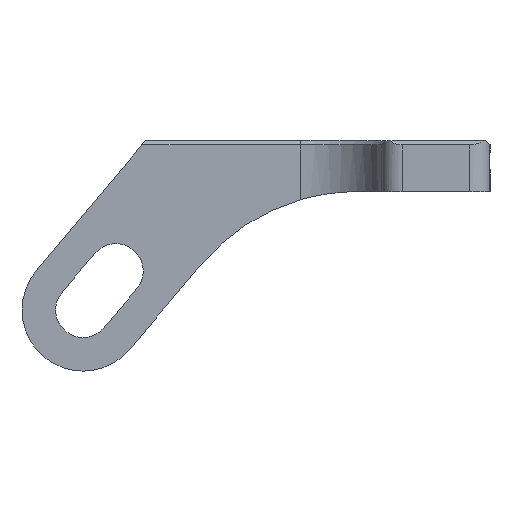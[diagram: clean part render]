
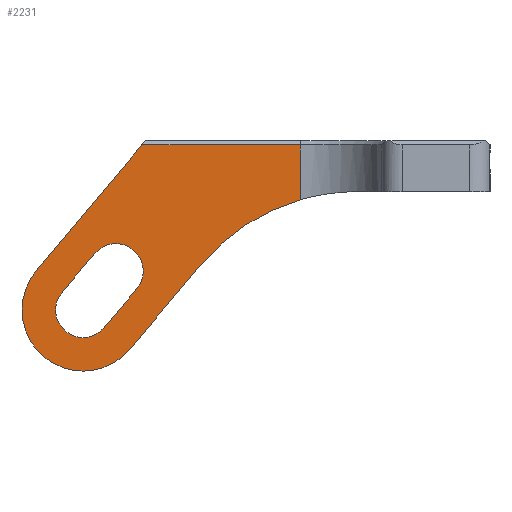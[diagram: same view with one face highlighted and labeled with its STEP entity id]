
A CAD part, left-side view. The second image highlights one B-rep face of the part: STEP entity #2231.
In plain terms, the highlighted planar face has unit normal (-1, 0, 0).
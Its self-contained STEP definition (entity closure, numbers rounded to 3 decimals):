
#35 = EDGE_LOOP ( 'NONE', ( #212, #512, #2684, #609, #2237, #350 ) ) ;
#45 = EDGE_CURVE ( 'NONE', #1507, #85, #610, .T. ) ;
#85 = VERTEX_POINT ( 'NONE', #1815 ) ;
#92 = DIRECTION ( 'NONE',  ( 0., -0.643, 0.766 ) ) ;
#127 = EDGE_CURVE ( 'NONE', #452, #1796, #805, .T. ) ;
#146 = CIRCLE ( 'NONE', #1970, 2.7 ) ;
#185 = ORIENTED_EDGE ( 'NONE', *, *, #1243, .F. ) ;
#212 = ORIENTED_EDGE ( 'NONE', *, *, #1794, .T. ) ;
#224 = CARTESIAN_POINT ( 'NONE',  ( -87.042, 69.257, -40.644 ) ) ;
#225 = DIRECTION ( 'NONE',  ( 0., -1., 0. ) ) ;
#238 = VECTOR ( 'NONE', #2615, 1000. ) ;
#255 = DIRECTION ( 'NONE',  ( -1., 0., 0. ) ) ;
#257 = LINE ( 'NONE', #2494, #1419 ) ;
#269 = DIRECTION ( 'NONE',  ( 0., 1., 0. ) ) ;
#314 = LINE ( 'NONE', #1003, #2300 ) ;
#320 = VERTEX_POINT ( 'NONE', #1500 ) ;
#329 = LINE ( 'NONE', #1684, #386 ) ;
#350 = ORIENTED_EDGE ( 'NONE', *, *, #786, .T. ) ;
#379 = VECTOR ( 'NONE', #2205, 1000. ) ;
#386 = VECTOR ( 'NONE', #1458, 1000. ) ;
#403 = PLANE ( 'NONE',  #1553 ) ;
#409 = VERTEX_POINT ( 'NONE', #808 ) ;
#452 = VERTEX_POINT ( 'NONE', #1258 ) ;
#512 = ORIENTED_EDGE ( 'NONE', *, *, #2694, .T. ) ;
#522 = AXIS2_PLACEMENT_3D ( 'NONE', #1678, #2566, #2344 ) ;
#524 = DIRECTION ( 'NONE',  ( 0., -0.643, 0.766 ) ) ;
#540 = CARTESIAN_POINT ( 'NONE',  ( -87.042, 82.916, -43.387 ) ) ;
#585 = EDGE_CURVE ( 'NONE', #409, #2190, #314, .T. ) ;
#609 = ORIENTED_EDGE ( 'NONE', *, *, #45, .T. ) ;
#610 = CIRCLE ( 'NONE', #1638, 6. ) ;
#630 = ORIENTED_EDGE ( 'NONE', *, *, #1019, .F. ) ;
#638 = FACE_OUTER_BOUND ( 'NONE', #35, .T. ) ;
#684 = VERTEX_POINT ( 'NONE', #540 ) ;
#715 = EDGE_LOOP ( 'NONE', ( #185, #1730, #2747, #910, #630 ) ) ;
#786 = EDGE_CURVE ( 'NONE', #2483, #320, #1783, .T. ) ;
#805 = CIRCLE ( 'NONE', #2349, 2.7 ) ;
#808 = CARTESIAN_POINT ( 'NONE',  ( -87.042, 78.779, -46.858 ) ) ;
#832 = EDGE_CURVE ( 'NONE', #2190, #452, #146, .T. ) ;
#848 = CARTESIAN_POINT ( 'NONE',  ( -87.042, 75.068, -28.9 ) ) ;
#876 = CARTESIAN_POINT ( 'NONE',  ( -87.042, 77.633, -41.292 ) ) ;
#910 = ORIENTED_EDGE ( 'NONE', *, *, #585, .F. ) ;
#954 = CARTESIAN_POINT ( 'NONE',  ( -87.042, 0., -51.122 ) ) ;
#1003 = CARTESIAN_POINT ( 'NONE',  ( -87.042, 78.779, -46.858 ) ) ;
#1019 = EDGE_CURVE ( 'NONE', #684, #409, #2629, .T. ) ;
#1052 = DIRECTION ( 'NONE',  ( -1., 0., 0. ) ) ;
#1243 = EDGE_CURVE ( 'NONE', #1796, #684, #2428, .T. ) ;
#1258 = CARTESIAN_POINT ( 'NONE',  ( -87.042, 77.633, -38.592 ) ) ;
#1310 = CARTESIAN_POINT ( 'NONE',  ( -87.042, 82.916, -43.387 ) ) ;
#1368 = CARTESIAN_POINT ( 'NONE',  ( -87.042, 80.847, -45.122 ) ) ;
#1407 = AXIS2_PLACEMENT_3D ( 'NONE', #1653, #2044, #1825 ) ;
#1419 = VECTOR ( 'NONE', #269, 1000. ) ;
#1442 = CARTESIAN_POINT ( 'NONE',  ( -87.042, 59.5, -28.9 ) ) ;
#1458 = DIRECTION ( 'NONE',  ( 0., 0.643, -0.766 ) ) ;
#1500 = CARTESIAN_POINT ( 'NONE',  ( -87.042, 59.5, -34.289 ) ) ;
#1507 = VERTEX_POINT ( 'NONE', #2654 ) ;
#1513 = CARTESIAN_POINT ( 'NONE',  ( -87.042, 79.702, -39.556 ) ) ;
#1553 = AXIS2_PLACEMENT_3D ( 'NONE', #954, #2887, #2699 ) ;
#1638 = AXIS2_PLACEMENT_3D ( 'NONE', #1368, #2885, #225 ) ;
#1653 = CARTESIAN_POINT ( 'NONE',  ( -87.042, 80.847, -45.122 ) ) ;
#1657 = CARTESIAN_POINT ( 'NONE',  ( -87.042, 73.037, -45.149 ) ) ;
#1678 = CARTESIAN_POINT ( 'NONE',  ( -87.042, 53.937, -53.5 ) ) ;
#1684 = CARTESIAN_POINT ( 'NONE',  ( -87.042, 74.732, -28.5 ) ) ;
#1730 = ORIENTED_EDGE ( 'NONE', *, *, #127, .F. ) ;
#1743 = FACE_BOUND ( 'NONE', #715, .T. ) ;
#1745 = VECTOR ( 'NONE', #92, 1000. ) ;
#1783 = CIRCLE ( 'NONE', #522, 20. ) ;
#1794 = EDGE_CURVE ( 'NONE', #320, #2274, #2647, .T. ) ;
#1796 = VERTEX_POINT ( 'NONE', #1513 ) ;
#1815 = CARTESIAN_POINT ( 'NONE',  ( -87.042, 76.251, -48.979 ) ) ;
#1825 = DIRECTION ( 'NONE',  ( 0., -1., 0. ) ) ;
#1907 = LINE ( 'NONE', #1657, #1745 ) ;
#1970 = AXIS2_PLACEMENT_3D ( 'NONE', #2135, #1052, #2148 ) ;
#1977 = CARTESIAN_POINT ( 'NONE',  ( -87.042, 75.565, -43.028 ) ) ;
#2044 = DIRECTION ( 'NONE',  ( -1., 0., 0. ) ) ;
#2135 = CARTESIAN_POINT ( 'NONE',  ( -87.042, 77.633, -41.292 ) ) ;
#2148 = DIRECTION ( 'NONE',  ( 0., -1., 0. ) ) ;
#2179 = VERTEX_POINT ( 'NONE', #848 ) ;
#2190 = VERTEX_POINT ( 'NONE', #1977 ) ;
#2205 = DIRECTION ( 'NONE',  ( 0., 0.643, -0.766 ) ) ;
#2231 = ADVANCED_FACE ( 'NONE', ( #1743, #638 ), #403, .T. ) ;
#2236 = CARTESIAN_POINT ( 'NONE',  ( -87.042, 59.5, -51.122 ) ) ;
#2237 = ORIENTED_EDGE ( 'NONE', *, *, #2372, .T. ) ;
#2274 = VERTEX_POINT ( 'NONE', #1442 ) ;
#2300 = VECTOR ( 'NONE', #524, 1000. ) ;
#2344 = DIRECTION ( 'NONE',  ( 0., -1., 0. ) ) ;
#2349 = AXIS2_PLACEMENT_3D ( 'NONE', #876, #255, #2681 ) ;
#2372 = EDGE_CURVE ( 'NONE', #85, #2483, #1907, .T. ) ;
#2404 = EDGE_CURVE ( 'NONE', #2179, #1507, #329, .T. ) ;
#2428 = LINE ( 'NONE', #1310, #379 ) ;
#2483 = VERTEX_POINT ( 'NONE', #224 ) ;
#2494 = CARTESIAN_POINT ( 'NONE',  ( -87.042, 74.732, -28.9 ) ) ;
#2566 = DIRECTION ( 'NONE',  ( 1., 0., 0. ) ) ;
#2615 = DIRECTION ( 'NONE',  ( 0., 0., 1. ) ) ;
#2629 = CIRCLE ( 'NONE', #1407, 2.7 ) ;
#2647 = LINE ( 'NONE', #2236, #238 ) ;
#2654 = CARTESIAN_POINT ( 'NONE',  ( -87.042, 85.444, -41.265 ) ) ;
#2681 = DIRECTION ( 'NONE',  ( 0., -1., 0. ) ) ;
#2684 = ORIENTED_EDGE ( 'NONE', *, *, #2404, .T. ) ;
#2694 = EDGE_CURVE ( 'NONE', #2274, #2179, #257, .T. ) ;
#2699 = DIRECTION ( 'NONE',  ( 0., -1., 0. ) ) ;
#2747 = ORIENTED_EDGE ( 'NONE', *, *, #832, .F. ) ;
#2885 = DIRECTION ( 'NONE',  ( -1., 0., 0. ) ) ;
#2887 = DIRECTION ( 'NONE',  ( -1., 0., 0. ) ) ;
